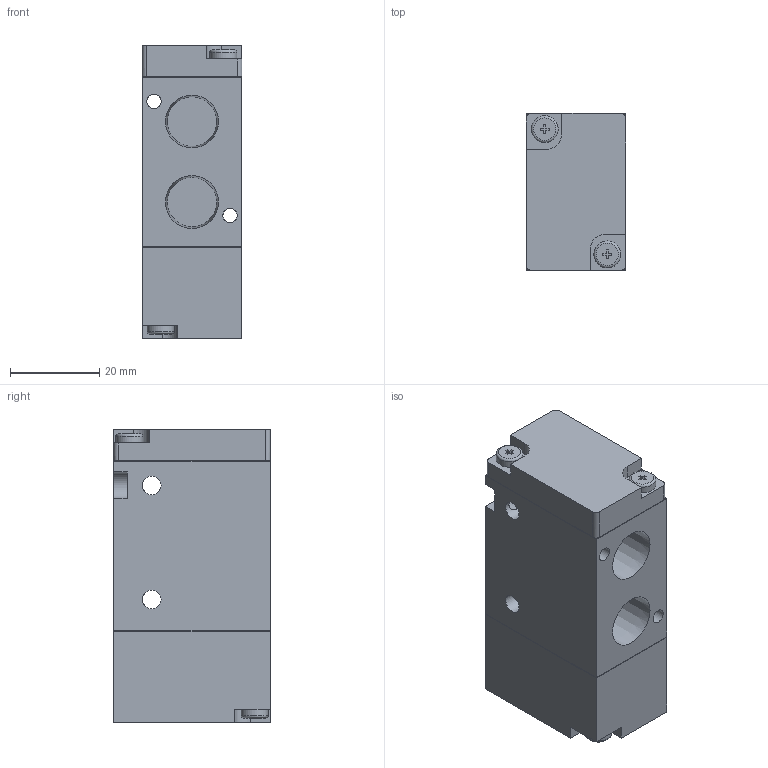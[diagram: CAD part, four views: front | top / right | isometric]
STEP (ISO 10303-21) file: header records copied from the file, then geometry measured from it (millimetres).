
FILE_DESCRIPTION( ( 'STEP AP203' ), '1' );
FILE_NAME( 'MVAA-220-3A1-NO-G .stp', '2020-07-27T12:56:38', ( 'License CC BY-ND 4.0' ), ( 'CADENAS' ), ' ', 'PARTsolutions', ' ' );
FILE_SCHEMA( ( 'CONFIG_CONTROL_DESIGN' ) );
Length unit declared in the file: millimetre
Products named in the file (1): _MVAA-220-3A1-NO-G  
Bounding box: 22.3 x 35 x 65.5 mm (x, y, z)
Volume: 45179 mm3; surface area: 11782.5 mm2
Topology: 1 solids, 1 shells, 139 faces, 360 edges, 238 vertices
Faces by surface type: plane 111, cylinder 20, cone 4, torus 4
Full cylindrical faces by diameter (mm): 3.2 x4, 4.2 x2, 6 x4
Entity records: 4306 total; most frequent: CARTESIAN_POINT 896, ORIENTED_EDGE 672, DIRECTION 668, EDGE_CURVE 336, LINE 276, VECTOR 276, VERTEX_POINT 232, AXIS2_PLACEMENT_3D 196
